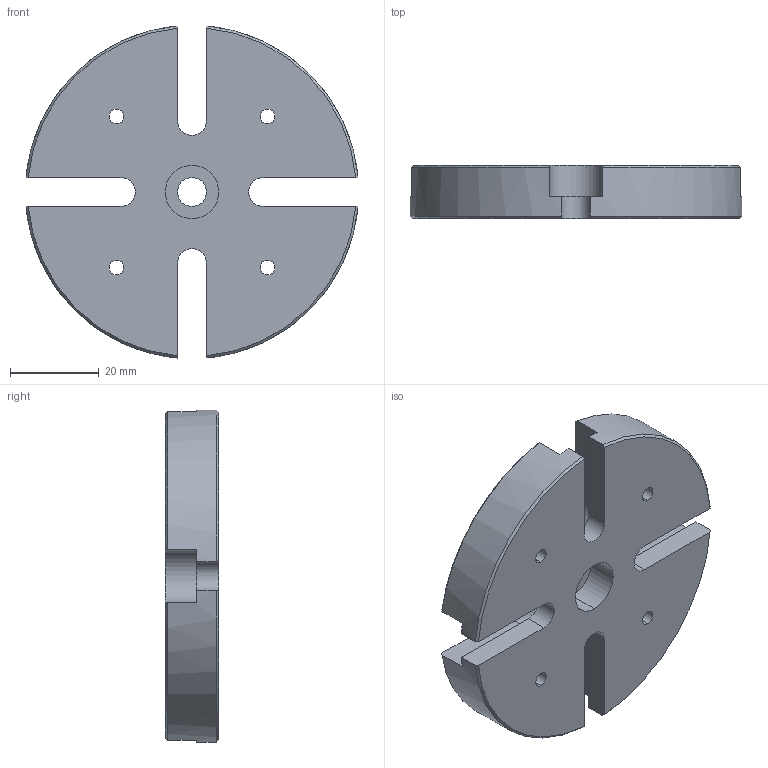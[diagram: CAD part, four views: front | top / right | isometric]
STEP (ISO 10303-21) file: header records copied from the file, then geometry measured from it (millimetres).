
FILE_DESCRIPTION (( 'STEP AP203' ), '1' );
FILE_NAME ('BP-18.STEP', '2022-07-20T08:37:19', ( '' ), ( '' ), 'SwSTEP 2.0', 'SolidWorks 2021', '' );
FILE_SCHEMA (( 'CONFIG_CONTROL_DESIGN' ));
Length unit declared in the file: millimetre
Products named in the file (1): BP-18
Bounding box: 74.72 x 12 x 74.72 mm (x, y, z)
Volume: 39722.8 mm3; surface area: 13320.4 mm2
Topology: 1 solids, 1 shells, 57 faces, 162 edges, 108 vertices
Faces by surface type: cylinder 26, plane 23, cone 8
Entity records: 1997 total; most frequent: CARTESIAN_POINT 376, DIRECTION 330, ORIENTED_EDGE 324, EDGE_CURVE 162, AXIS2_PLACEMENT_3D 126, VERTEX_POINT 108, VECTOR 78, LINE 78
